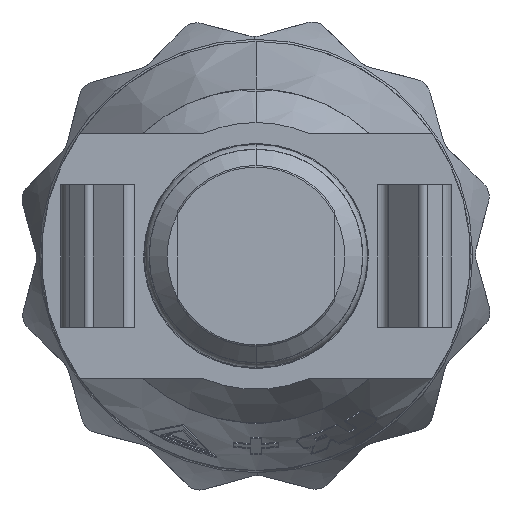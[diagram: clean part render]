
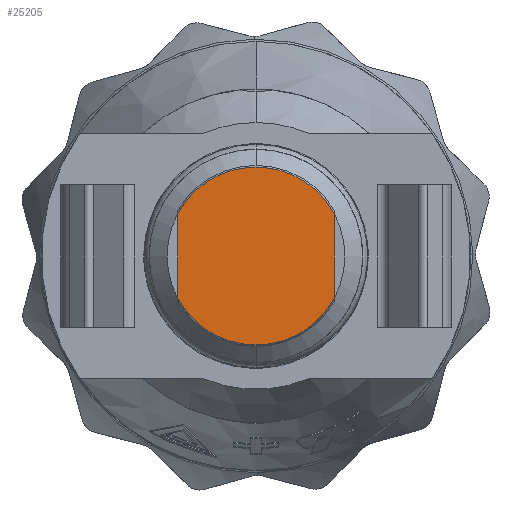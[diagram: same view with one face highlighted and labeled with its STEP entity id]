
A CAD part, front view. The second image highlights one B-rep face of the part: STEP entity #25205.
In plain terms, the highlighted planar face has unit normal (0, -1, 0).
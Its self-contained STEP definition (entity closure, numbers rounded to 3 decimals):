
#671 = AXIS2_PLACEMENT_3D ( 'NONE', #42687, #42846, #15648 ) ;
#1487 = DIRECTION ( 'NONE',  ( 0., 0., 1. ) ) ;
#1849 = AXIS2_PLACEMENT_3D ( 'NONE', #30172, #14941, #45869 ) ;
#2036 = CARTESIAN_POINT ( 'NONE',  ( -3.52, 0., -1.9 ) ) ;
#2206 = EDGE_CURVE ( 'NONE', #40441, #45572, #31037, .T. ) ;
#2955 = CARTESIAN_POINT ( 'NONE',  ( 0., 0., 0. ) ) ;
#7505 = EDGE_CURVE ( 'NONE', #20318, #40441, #11439, .T. ) ;
#10881 = DIRECTION ( 'NONE',  ( 0., 1., 0. ) ) ;
#11439 = CIRCLE ( 'NONE', #671, 4. ) ;
#11745 = EDGE_CURVE ( 'NONE', #20318, #28588, #40126, .T. ) ;
#12058 = EDGE_LOOP ( 'NONE', ( #37577, #16299, #18616, #27093, #37069 ) ) ;
#14941 = DIRECTION ( 'NONE',  ( 0., 1., 0. ) ) ;
#15104 = EDGE_CURVE ( 'NONE', #38548, #28588, #21157, .T. ) ;
#15648 = DIRECTION ( 'NONE',  ( 0., 0., -1. ) ) ;
#16299 = ORIENTED_EDGE ( 'NONE', *, *, #33312, .T. ) ;
#18316 = DIRECTION ( 'NONE',  ( 0., 0., -1. ) ) ;
#18616 = ORIENTED_EDGE ( 'NONE', *, *, #2206, .F. ) ;
#19300 = DIRECTION ( 'NONE',  ( 0., 0., -1. ) ) ;
#19627 = CARTESIAN_POINT ( 'NONE',  ( -3.52, 0., -1.9 ) ) ;
#20002 = VECTOR ( 'NONE', #19300, 1000. ) ;
#20318 = VERTEX_POINT ( 'NONE', #26940 ) ;
#21157 = CIRCLE ( 'NONE', #1849, 4. ) ;
#25062 = CARTESIAN_POINT ( 'NONE',  ( 0., 0., -4. ) ) ;
#25205 = ADVANCED_FACE ( 'N', ( #45350 ), #29317, .T. ) ;
#25607 = DIRECTION ( 'NONE',  ( 0., -1., 0. ) ) ;
#26206 = CARTESIAN_POINT ( 'NONE',  ( 0., 0., 0. ) ) ;
#26940 = CARTESIAN_POINT ( 'NONE',  ( 3.52, 0., -1.9 ) ) ;
#27093 = ORIENTED_EDGE ( 'NONE', *, *, #7505, .F. ) ;
#28588 = VERTEX_POINT ( 'NONE', #40928 ) ;
#28812 = AXIS2_PLACEMENT_3D ( 'NONE', #2955, #25607, #18316 ) ;
#29317 = PLANE ( 'NONE',  #28812 ) ;
#29843 = VECTOR ( 'NONE', #1487, 1000. ) ;
#30172 = CARTESIAN_POINT ( 'NONE',  ( 0., 0., 0. ) ) ;
#30311 = LINE ( 'NONE', #19627, #20002 ) ;
#31037 = CIRCLE ( 'NONE', #45061, 4. ) ;
#33312 = EDGE_CURVE ( 'NONE', #38548, #45572, #30311, .T. ) ;
#37069 = ORIENTED_EDGE ( 'NONE', *, *, #11745, .T. ) ;
#37577 = ORIENTED_EDGE ( 'NONE', *, *, #15104, .F. ) ;
#37904 = DIRECTION ( 'NONE',  ( 0., 0., -1. ) ) ;
#38548 = VERTEX_POINT ( 'NONE', #38983 ) ;
#38983 = CARTESIAN_POINT ( 'NONE',  ( -3.52, 0., 1.9 ) ) ;
#40126 = LINE ( 'NONE', #40521, #29843 ) ;
#40441 = VERTEX_POINT ( 'NONE', #25062 ) ;
#40521 = CARTESIAN_POINT ( 'NONE',  ( 3.52, 0., 1.9 ) ) ;
#40928 = CARTESIAN_POINT ( 'NONE',  ( 3.52, 0., 1.9 ) ) ;
#42687 = CARTESIAN_POINT ( 'NONE',  ( 0., 0., 0. ) ) ;
#42846 = DIRECTION ( 'NONE',  ( 0., 1., 0. ) ) ;
#45061 = AXIS2_PLACEMENT_3D ( 'NONE', #26206, #10881, #37904 ) ;
#45350 = FACE_OUTER_BOUND ( 'NONE', #12058, .T. ) ;
#45572 = VERTEX_POINT ( 'NONE', #2036 ) ;
#45869 = DIRECTION ( 'NONE',  ( 0., 0., -1. ) ) ;
